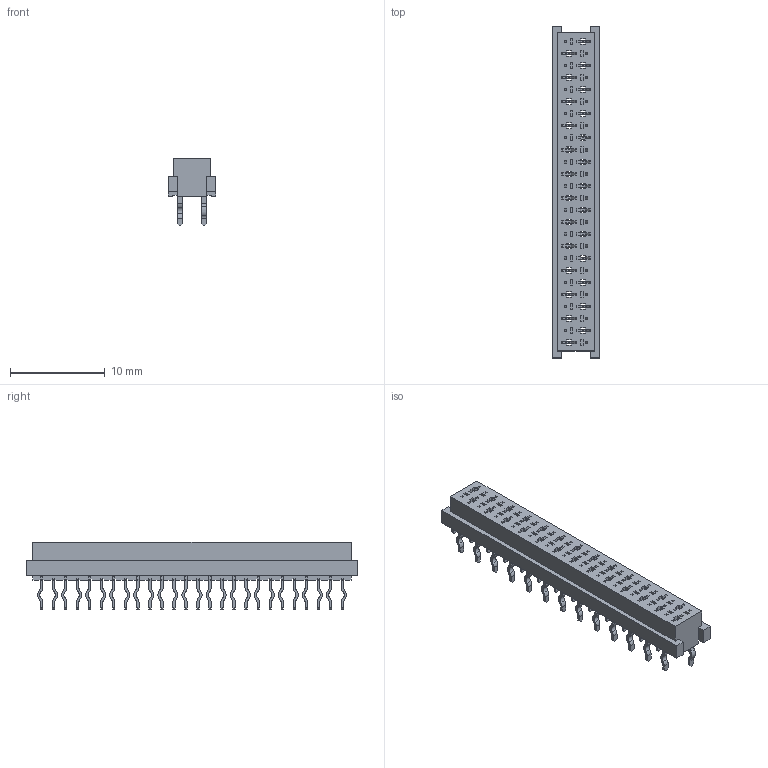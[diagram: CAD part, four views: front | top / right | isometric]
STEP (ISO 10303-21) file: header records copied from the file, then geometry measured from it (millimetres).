
FILE_DESCRIPTION(/* description */ ('Unknown'),/* implementation_level */ '2;1');
FILE_NAME(/* name */ 'J_Wurth_WR-MM_690367182672',/* time_stamp */ '2025-05-08T11:40:47+08:00',/* author */ ('Unknown'),/* organization */ ('Unknown'),/* preprocessor_version */ 'ST-DEVELOPER v19.4',/* originating_system */ 'Solid Edge',/* authorisation */ 'Unknown');
FILE_SCHEMA (('AUTOMOTIVE_DESIGN {1 0 10303 214 3 1 1}'));
Products named in the file (2): J_Wurth_WR-MM_690367182672
Assembly tree (1 placements, depth 2):
  J_Wurth_WR-MM_690367182672
    J_Wurth_WR-MM_690367182672
Bounding box: 5 x 35.02 x 7.1 mm (x, y, z)
Volume: 555.2 mm3; surface area: 1233.5 mm2
Topology: 1 solids, 1 shells, 2128 faces, 6088 edges, 3884 vertices
Faces by surface type: plane 1608, cylinder 520
Entity records: 83656 total; most frequent: CARTESIAN_POINT 12258, ORIENTED_EDGE 12176, DIRECTION 11388, EDGE_CURVE 6088, LINE 4944, VECTOR 4944, VERTEX_POINT 3884, AXIS2_PLACEMENT_3D 3222
